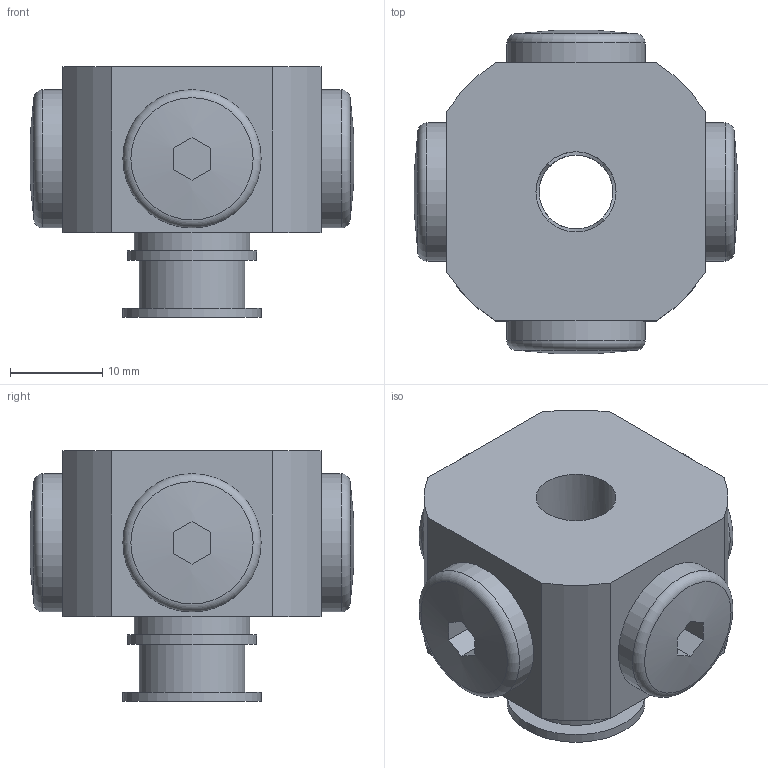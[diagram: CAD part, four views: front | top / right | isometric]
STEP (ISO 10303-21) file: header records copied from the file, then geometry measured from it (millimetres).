
FILE_DESCRIPTION( ( '' ), '1' );
FILE_NAME( '0107599.stp', '2002-09-24T08:53:20', ( 'Andreas Norlén' ), ( 'PIAB AB' ), 'XStep 1.0', 'SolidEdge', ' ' );
FILE_SCHEMA( ( 'CONFIG_CONTROL_DESIGN' ) );
Length unit declared in the file: millimetre
Products named in the file (1): 1
Bounding box: 35.12 x 35.12 x 27.2 mm (x, y, z)
Volume: 13686.8 mm3; surface area: 5777.9 mm2
Topology: 1 solids, 1 shells, 70 faces, 159 edges, 104 vertices
Faces by surface type: plane 43, cylinder 19, torus 4, sphere 4
Full cylindrical faces by diameter (mm): 8 x1, 8.7 x5, 10 x1, 11.5 x1, 12.503 x1, 14 x1, 15 x5
Entity records: 1976 total; most frequent: CARTESIAN_POINT 391, DIRECTION 342, ORIENTED_EDGE 272, AXIS2_PLACEMENT_3D 139, EDGE_CURVE 136, EDGE_LOOP 104, VERTEX_POINT 100, FACE_OUTER_BOUND 93
